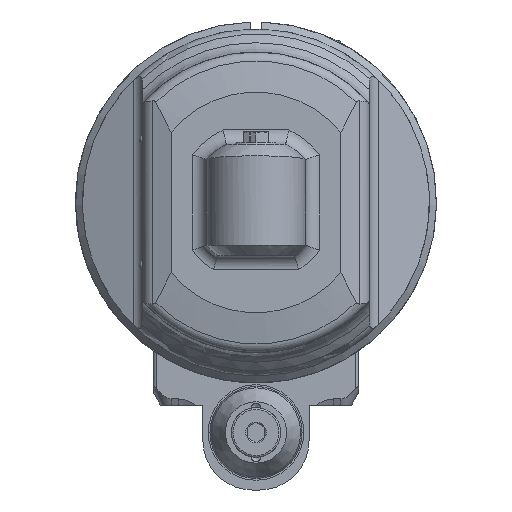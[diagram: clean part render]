
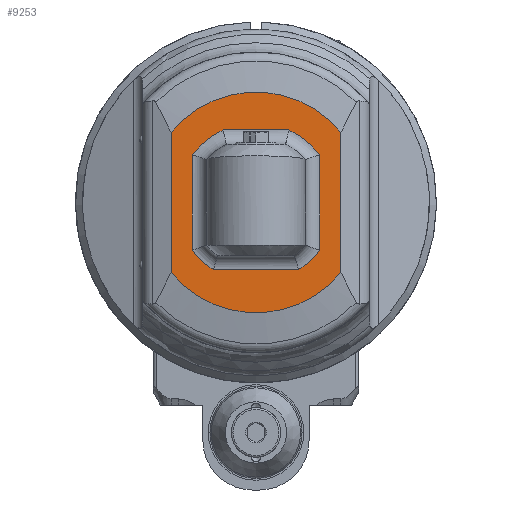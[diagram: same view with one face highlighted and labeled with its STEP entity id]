
A CAD part, front view. The second image highlights one B-rep face of the part: STEP entity #9253.
In plain terms, the highlighted face is planar.
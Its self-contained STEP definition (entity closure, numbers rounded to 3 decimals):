
#144=FACE_BOUND('',#1655,.T.);
#488=PLANE('',#10209);
#1063=FACE_OUTER_BOUND('',#1654,.T.);
#1654=EDGE_LOOP('',(#8157,#8158,#8159,#8160));
#1655=EDGE_LOOP('',(#8161,#8162,#8163,#8164,#8165,#8166,#8167,#8168));
#2122=CIRCLE('',#10203,31.157);
#2124=CIRCLE('',#10207,31.157);
#2125=CIRCLE('',#10210,22.5);
#2126=CIRCLE('',#10211,22.5);
#2127=CIRCLE('',#10212,22.5);
#2128=CIRCLE('',#10213,22.5);
#2858=LINE('',#46499,#3505);
#2859=LINE('',#46543,#3506);
#2860=LINE('',#46551,#3507);
#2861=LINE('',#46555,#3508);
#2862=LINE('',#46559,#3509);
#2863=LINE('',#46563,#3510);
#3505=VECTOR('',#12444,39.714);
#3506=VECTOR('',#12455,39.714);
#3507=VECTOR('',#12466,27.);
#3508=VECTOR('',#12469,18.547);
#3509=VECTOR('',#12472,27.);
#3510=VECTOR('',#12475,24.104);
#4399=VERTEX_POINT('',#46494);
#4400=VERTEX_POINT('',#46498);
#4403=VERTEX_POINT('',#46524);
#4405=VERTEX_POINT('',#46531);
#4406=VERTEX_POINT('',#46549);
#4407=VERTEX_POINT('',#46550);
#4408=VERTEX_POINT('',#46552);
#4409=VERTEX_POINT('',#46554);
#4410=VERTEX_POINT('',#46556);
#4411=VERTEX_POINT('',#46558);
#4412=VERTEX_POINT('',#46560);
#4413=VERTEX_POINT('',#46562);
#5676=EDGE_CURVE('',#4399,#4400,#2858,.T.);
#5681=EDGE_CURVE('',#4403,#4400,#2122,.T.);
#5685=EDGE_CURVE('',#4403,#4405,#2859,.T.);
#5687=EDGE_CURVE('',#4399,#4405,#2124,.T.);
#5688=EDGE_CURVE('',#4406,#4407,#2860,.T.);
#5689=EDGE_CURVE('',#4406,#4408,#2125,.T.);
#5690=EDGE_CURVE('',#4409,#4408,#2861,.T.);
#5691=EDGE_CURVE('',#4409,#4410,#2126,.T.);
#5692=EDGE_CURVE('',#4411,#4410,#2862,.T.);
#5693=EDGE_CURVE('',#4411,#4412,#2127,.T.);
#5694=EDGE_CURVE('',#4413,#4412,#2863,.T.);
#5695=EDGE_CURVE('',#4413,#4407,#2128,.T.);
#8157=ORIENTED_EDGE('',*,*,#5685,.F.);
#8158=ORIENTED_EDGE('',*,*,#5681,.T.);
#8159=ORIENTED_EDGE('',*,*,#5676,.F.);
#8160=ORIENTED_EDGE('',*,*,#5687,.T.);
#8161=ORIENTED_EDGE('',*,*,#5688,.F.);
#8162=ORIENTED_EDGE('',*,*,#5689,.T.);
#8163=ORIENTED_EDGE('',*,*,#5690,.F.);
#8164=ORIENTED_EDGE('',*,*,#5691,.T.);
#8165=ORIENTED_EDGE('',*,*,#5692,.F.);
#8166=ORIENTED_EDGE('',*,*,#5693,.T.);
#8167=ORIENTED_EDGE('',*,*,#5694,.F.);
#8168=ORIENTED_EDGE('',*,*,#5695,.T.);
#9253=ADVANCED_FACE('',(#1063,#144),#488,.F.);
#10203=AXIS2_PLACEMENT_3D('',#46525,#12451,#12452);
#10207=AXIS2_PLACEMENT_3D('',#46546,#12460,#12461);
#10209=AXIS2_PLACEMENT_3D('',#46548,#12464,#12465);
#10210=AXIS2_PLACEMENT_3D('',#46553,#12467,#12468);
#10211=AXIS2_PLACEMENT_3D('',#46557,#12470,#12471);
#10212=AXIS2_PLACEMENT_3D('',#46561,#12473,#12474);
#10213=AXIS2_PLACEMENT_3D('',#46564,#12476,#12477);
#12444=DIRECTION('',(0.,1.,0.));
#12451=DIRECTION('center_axis',(1.,0.,0.));
#12452=DIRECTION('ref_axis',(0.,0.637,-0.771));
#12455=DIRECTION('',(0.,-1.,0.));
#12460=DIRECTION('center_axis',(1.,0.,0.));
#12461=DIRECTION('ref_axis',(0.,-1.,0.));
#12464=DIRECTION('center_axis',(-1.,0.,0.));
#12465=DIRECTION('ref_axis',(0.,1.,0.));
#12466=DIRECTION('',(0.,1.,0.));
#12467=DIRECTION('center_axis',(-1.,0.,0.));
#12468=DIRECTION('ref_axis',(0.,-0.6,-0.8));
#12469=DIRECTION('',(0.,0.,-1.));
#12470=DIRECTION('center_axis',(-1.,0.,0.));
#12471=DIRECTION('ref_axis',(0.,-0.911,0.412));
#12472=DIRECTION('',(0.,-1.,0.));
#12473=DIRECTION('center_axis',(-1.,0.,0.));
#12474=DIRECTION('ref_axis',(0.,0.6,0.8));
#12475=DIRECTION('',(0.,0.,1.));
#12476=DIRECTION('center_axis',(-1.,0.,0.));
#12477=DIRECTION('ref_axis',(0.,0.844,-0.536));
#46494=CARTESIAN_POINT('',(81.,-19.857,24.01));
#46498=CARTESIAN_POINT('',(81.,19.857,24.01));
#46499=CARTESIAN_POINT('',(81.,-19.857,24.01));
#46524=CARTESIAN_POINT('',(81.,19.857,-24.01));
#46525=CARTESIAN_POINT('Origin',(81.,0.,0.));
#46531=CARTESIAN_POINT('',(81.,-19.857,-24.01));
#46543=CARTESIAN_POINT('',(81.,19.857,-24.01));
#46546=CARTESIAN_POINT('Origin',(81.,0.,0.));
#46548=CARTESIAN_POINT('Origin',(81.,-51.,-44.616));
#46549=CARTESIAN_POINT('',(81.,-13.5,-18.));
#46550=CARTESIAN_POINT('',(81.,13.5,-18.));
#46551=CARTESIAN_POINT('',(81.,-13.5,-18.));
#46552=CARTESIAN_POINT('',(81.,-20.5,-9.274));
#46553=CARTESIAN_POINT('Origin',(81.,0.,0.));
#46554=CARTESIAN_POINT('',(81.,-20.5,9.274));
#46555=CARTESIAN_POINT('',(81.,-20.5,9.274));
#46556=CARTESIAN_POINT('',(81.,-13.5,18.));
#46557=CARTESIAN_POINT('Origin',(81.,0.,0.));
#46558=CARTESIAN_POINT('',(81.,13.5,18.));
#46559=CARTESIAN_POINT('',(81.,13.5,18.));
#46560=CARTESIAN_POINT('',(81.,19.,12.052));
#46561=CARTESIAN_POINT('Origin',(81.,0.,0.));
#46562=CARTESIAN_POINT('',(81.,19.,-12.052));
#46563=CARTESIAN_POINT('',(81.,19.,-12.052));
#46564=CARTESIAN_POINT('Origin',(81.,0.,0.));
